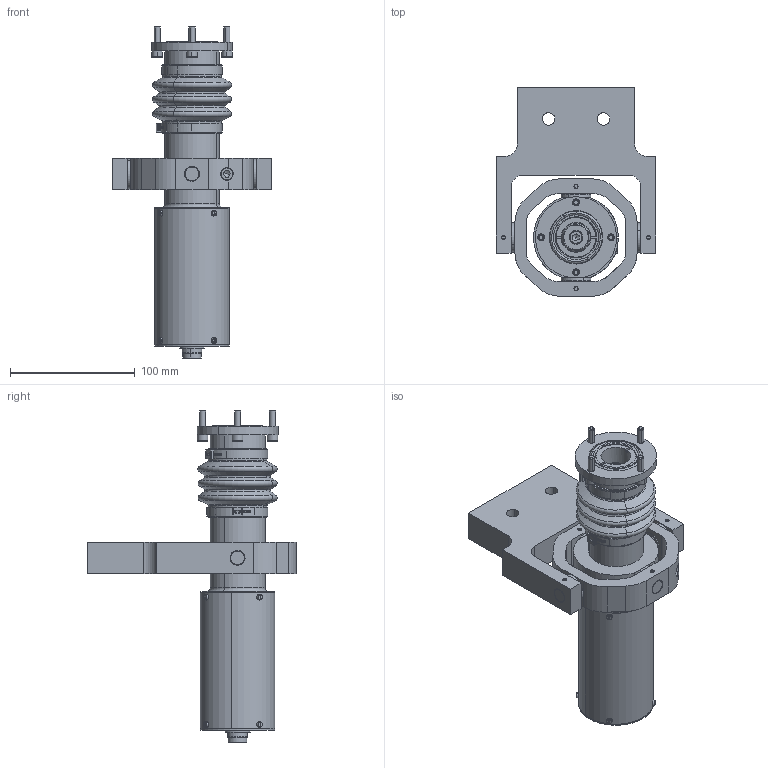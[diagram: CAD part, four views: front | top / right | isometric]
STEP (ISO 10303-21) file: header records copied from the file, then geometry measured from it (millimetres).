
FILE_DESCRIPTION(('CATIA V5 STEP Exchange'),'2;1');
FILE_NAME('AMC_complete_with_Pivot_doublevariant.stp','2012-05-18T09:05:59+00:00',('none'),('none'),'CATIA Version 5 Release 19 SP 8 (IN-10)','CATIA V5 STEP AP203','none');
FILE_SCHEMA(('CONFIG_CONTROL_DESIGN'));
Length unit declared in the file: millimetre
Products named in the file (4): AMC_complete_with_Pivot_doublevariant_hohl_fuer_STP_Files; Pivot_doublevariant; AMC_complete_hohl_fuer_STP Files; Flanschlager
Assembly tree (49 placements, depth 4):
  AMC_complete_with_Pivot_doublevariant_hohl_fuer_STP_Files
    Pivot_doublevariant
      #66
      #908
      #2797
      #3675  x4
      #4122  x4
      #4528  x8
      #5041
    AMC_complete_hohl_fuer_STP Files
      #6290
      #8930
      #12423
      #14946
      #17283
      #18716  x2
      #21916
      Flanschlager
        #22536
        #22705
        #22874
        #23749
        #24351
      #24472
      #25350  x8
      #26122  x4
Bounding box: 128 x 167 x 266 mm (x, y, z)
Volume: 550776.3 mm3; surface area: 226425.9 mm2
Topology: 47 solids, 47 shells, 1378 faces, 3282 edges, 2050 vertices
Faces by surface type: cylinder 495, plane 455, cone 224, torus 138, bspline 48, sphere 18
Entity records: 26949 total; most frequent: CARTESIAN_POINT 8594, ORIENTED_EDGE 3916, DIRECTION 2978, EDGE_CURVE 1958, AXIS2_PLACEMENT_3D 1530, VERTEX_POINT 1237, EDGE_LOOP 989, CIRCLE 887
